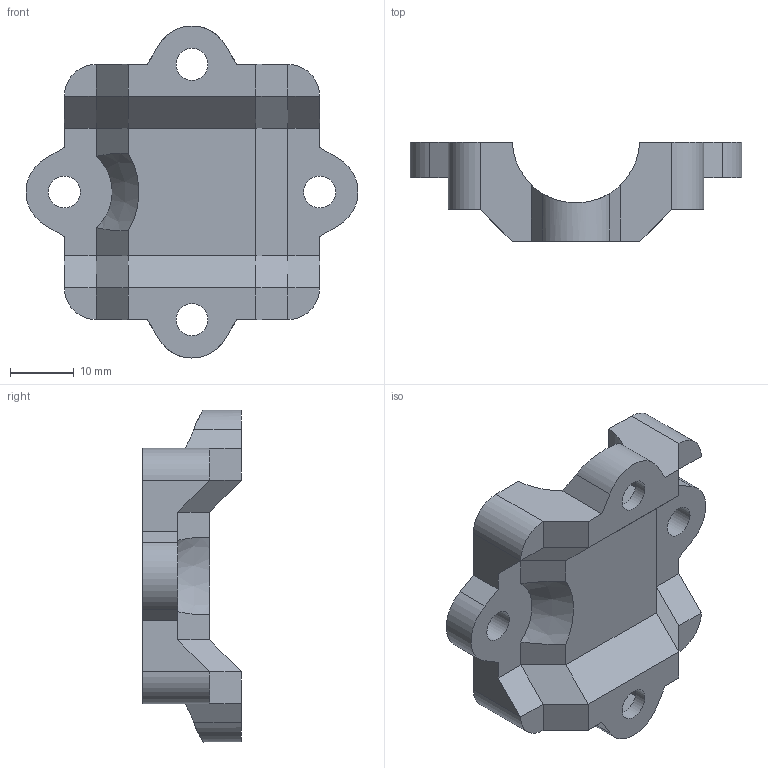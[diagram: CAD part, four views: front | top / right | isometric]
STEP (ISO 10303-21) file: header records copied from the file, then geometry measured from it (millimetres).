
FILE_DESCRIPTION(/* description */ (''),/* implementation_level */ '2;1');
FILE_NAME(/* name */ 'Component1 v1.step',/* time_stamp */ '2018-01-23T14:38:27+01:00',/* author */ ('nicolas.herve40'),/* organization */ (''),/* preprocessor_version */ 'ST-DEVELOPER v16.13',/* originating_system */ 'Autodesk Translation Framework v6.5.0.72',/* authorisation */ '');
FILE_SCHEMA (('AUTOMOTIVE_DESIGN { 1 0 10303 214 3 1 1 }'));
Length unit declared in the file: millimetre
Products named in the file (1): Component1
Bounding box: 51.96 x 15.5 x 52 mm (x, y, z)
Volume: 11228 mm3; surface area: 6160.9 mm2
Topology: 1 solids, 1 shells, 84 faces, 204 edges, 124 vertices
Faces by surface type: plane 70, cylinder 13, cone 1
Full cylindrical faces by diameter (mm): 5 x4
Entity records: 2480 total; most frequent: CARTESIAN_POINT 439, DIRECTION 414, ORIENTED_EDGE 408, EDGE_CURVE 204, LINE 160, VECTOR 160, AXIS2_PLACEMENT_3D 127, VERTEX_POINT 124
